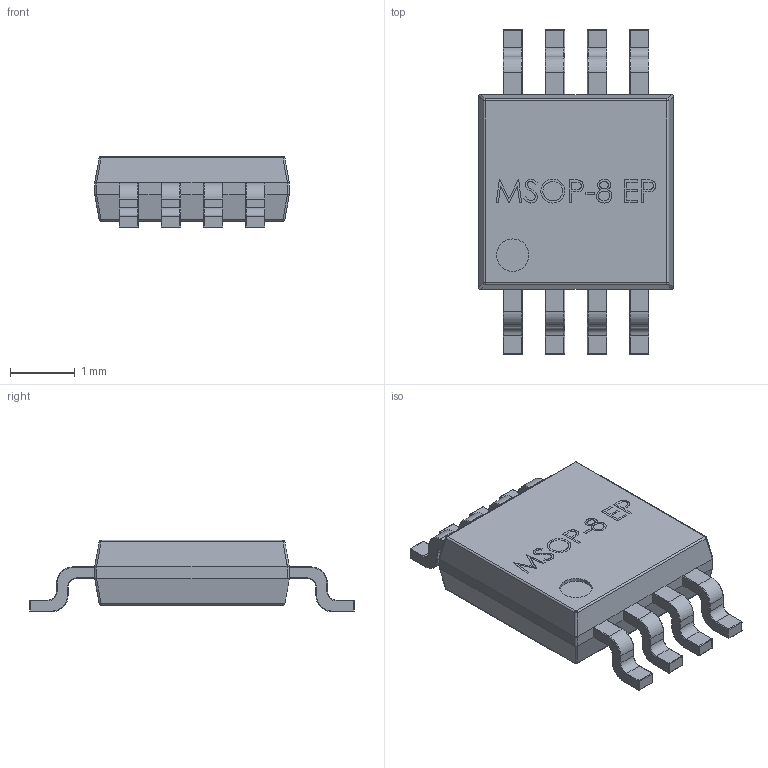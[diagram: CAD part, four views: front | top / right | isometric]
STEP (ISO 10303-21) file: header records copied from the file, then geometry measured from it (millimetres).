
FILE_DESCRIPTION((''),'2;1');
FILE_NAME('DGK-8_TI','2010-10-21T',('Simon'),(''),'PRO/ENGINEER BY PARAMETRIC TECHNOLOGY CORPORATION, 2008400','PRO/ENGINEER BY PARAMETRIC TECHNOLOGY CORPORATION, 2008400','');
FILE_SCHEMA(('AUTOMOTIVE_DESIGN_CC2 { 1 2 10303 214 -1 1 5 2 }'));
Length unit declared in the file: millimetre
Products named in the file (1): DGK-8_TI
Bounding box: 3 x 5 x 1.1 mm (x, y, z)
Volume: 9.2 mm3; surface area: 38.4 mm2
Topology: 1 solids, 1 shells, 520 faces, 1259 edges, 720 vertices
Faces by surface type: cylinder 196, plane 168, torus 64, bspline 52, sphere 40
Entity records: 25048 total; most frequent: CARTESIAN_POINT 4827, ORIENTED_EDGE 2422, DIRECTION 2363, PRESENTATION_STYLE_ASSIGNMENT 1636, STYLED_ITEM 1212, CURVE_STYLE 1211, EDGE_CURVE 1211, AXIS2_PLACEMENT_3D 884
